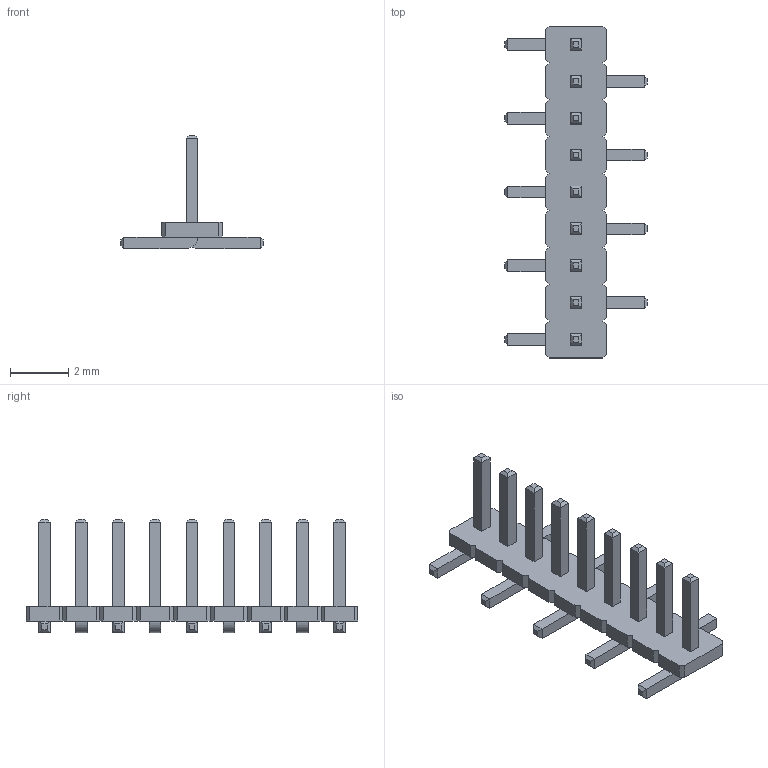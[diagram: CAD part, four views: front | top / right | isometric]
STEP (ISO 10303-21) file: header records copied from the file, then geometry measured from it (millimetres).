
FILE_DESCRIPTION(/* description */ ('model of PinHeader_1x09_P1.27mm_Vertical_SMD_Pin1Left'),/* implementation_level */ '2;1');
FILE_NAME(/* name */ 'PinHeader_1x09_P1.27mm_Vertical_SMD_Pin1Left.step',/* time_stamp */ '2017-12-02T02:39:34',/* author */ ('kicad StepUp','ksu'),/* organization */ ('FreeCAD'),/* preprocessor_version */ 'OCC',/* originating_system */ 'kicad StepUp',/* authorisation */ '');
FILE_SCHEMA(('AUTOMOTIVE_DESIGN_CC2 { 1 2 10303 214 -1 1 5 4 }'));
Length unit declared in the file: millimetre
Products named in the file (1): PinHeader_1x09_P127mm_Vertical_SMD_Pin1Left
Bounding box: 4.9 x 11.43 x 3.9 mm (x, y, z)
Volume: 19.7 mm3; surface area: 133.7 mm2
Topology: 1 solids, 1 shells, 229 faces, 582 edges, 364 vertices
Faces by surface type: plane 220, cylinder 9
Entity records: 8294 total; most frequent: CARTESIAN_POINT 1176, ORIENTED_EDGE 1164, DIRECTION 1060, EDGE_CURVE 582, LINE 564, VECTOR 564, VERTEX_POINT 364, AXIS2_PLACEMENT_3D 248
